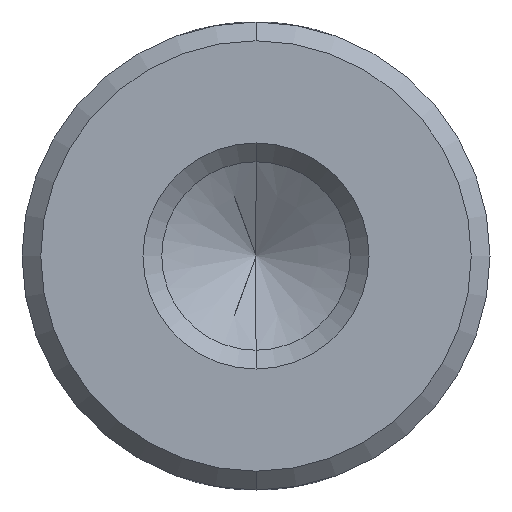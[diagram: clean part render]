
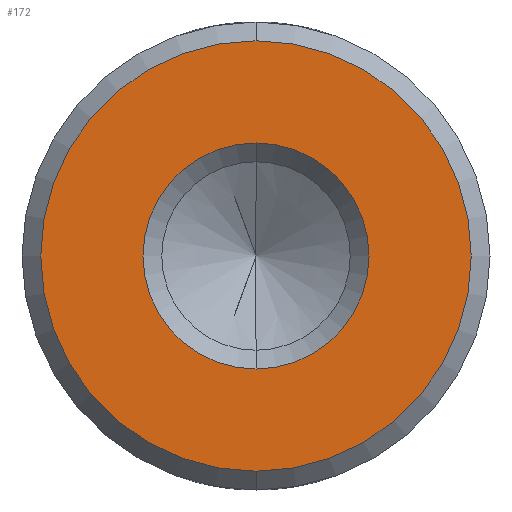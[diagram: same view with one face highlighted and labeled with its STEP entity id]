
A CAD part, front view. The second image highlights one B-rep face of the part: STEP entity #172.
In plain terms, the highlighted planar face has unit normal (0, -1, 0).
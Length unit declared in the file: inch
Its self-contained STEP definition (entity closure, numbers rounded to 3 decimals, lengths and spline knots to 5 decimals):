
#104 = ORIENTED_EDGE ( 'NONE', *, *, #161, .T. ) ;
#105 = EDGE_LOOP ( 'NONE', ( #106, #109 ) ) ;
#106 = ORIENTED_EDGE ( 'NONE', *, *, #195, .F. ) ;
#109 = ORIENTED_EDGE ( 'NONE', *, *, #140, .F. ) ;
#140 = EDGE_CURVE ( 'NONE', #154, #185, #627, .T. ) ;
#142 = ORIENTED_EDGE ( 'NONE', *, *, #271, .T. ) ;
#146 = EDGE_LOOP ( 'NONE', ( #142, #104 ) ) ;
#154 = VERTEX_POINT ( 'NONE', #704 ) ;
#161 = EDGE_CURVE ( 'NONE', #268, #274, #727, .T. ) ;
#172 = ADVANCED_FACE ( 'NONE', ( #728, #737 ), #748, .F. ) ;
#185 = VERTEX_POINT ( 'NONE', #740 ) ;
#195 = EDGE_CURVE ( 'NONE', #185, #154, #824, .T. ) ;
#268 = VERTEX_POINT ( 'NONE', #1084 ) ;
#271 = EDGE_CURVE ( 'NONE', #274, #268, #1083, .T. ) ;
#274 = VERTEX_POINT ( 'NONE', #1147 ) ;
#605 = DIRECTION ( 'NONE',  ( 0., 0., 1. ) ) ;
#606 = AXIS2_PLACEMENT_3D ( 'NONE', #615, #622, #605 ) ;
#615 = CARTESIAN_POINT ( 'NONE',  ( -0.01716, -0.81128, 0.05069 ) ) ;
#622 = DIRECTION ( 'NONE',  ( 0., 1., 0. ) ) ;
#627 = CIRCLE ( 'NONE', #606, 0.2295 ) ;
#704 = CARTESIAN_POINT ( 'NONE',  ( -0.01716, -0.81128, -0.17881 ) ) ;
#727 = CIRCLE ( 'NONE', #744, 0.1205 ) ;
#728 = FACE_BOUND ( 'NONE', #146, .T. ) ;
#730 = AXIS2_PLACEMENT_3D ( 'NONE', #734, #825, #823 ) ;
#734 = CARTESIAN_POINT ( 'NONE',  ( 0.21234, -0.81128, 0.05069 ) ) ;
#737 = FACE_OUTER_BOUND ( 'NONE', #105, .T. ) ;
#740 = CARTESIAN_POINT ( 'NONE',  ( -0.01716, -0.81128, 0.28019 ) ) ;
#744 = AXIS2_PLACEMENT_3D ( 'NONE', #749, #820, #819 ) ;
#748 = PLANE ( 'NONE',  #730 ) ;
#749 = CARTESIAN_POINT ( 'NONE',  ( -0.01716, -0.81128, 0.05069 ) ) ;
#757 = CARTESIAN_POINT ( 'NONE',  ( -0.01716, -0.81128, 0.05069 ) ) ;
#804 = DIRECTION ( 'NONE',  ( 0., 0., 1. ) ) ;
#805 = DIRECTION ( 'NONE',  ( 0., 1., 0. ) ) ;
#806 = AXIS2_PLACEMENT_3D ( 'NONE', #757, #805, #804 ) ;
#819 = DIRECTION ( 'NONE',  ( 0., 0., 1. ) ) ;
#820 = DIRECTION ( 'NONE',  ( 0., 1., 0. ) ) ;
#823 = DIRECTION ( 'NONE',  ( 0., 0., 1. ) ) ;
#824 = CIRCLE ( 'NONE', #806, 0.2295 ) ;
#825 = DIRECTION ( 'NONE',  ( 0., 1., 0. ) ) ;
#1080 = CARTESIAN_POINT ( 'NONE',  ( -0.01716, -0.81128, 0.05069 ) ) ;
#1083 = CIRCLE ( 'NONE', #1148, 0.1205 ) ;
#1084 = CARTESIAN_POINT ( 'NONE',  ( -0.01716, -0.81128, 0.17119 ) ) ;
#1085 = DIRECTION ( 'NONE',  ( 0., 0., 1. ) ) ;
#1147 = CARTESIAN_POINT ( 'NONE',  ( -0.01716, -0.81128, -0.06981 ) ) ;
#1148 = AXIS2_PLACEMENT_3D ( 'NONE', #1080, #1206, #1085 ) ;
#1206 = DIRECTION ( 'NONE',  ( 0., 1., 0. ) ) ;
